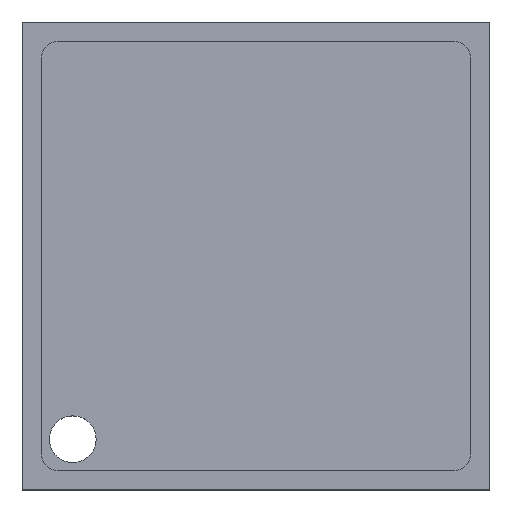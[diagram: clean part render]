
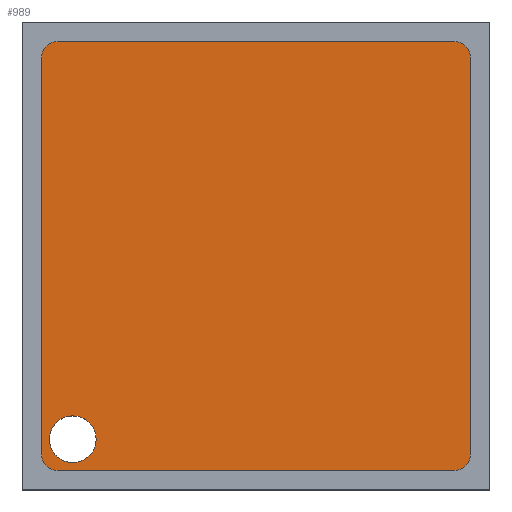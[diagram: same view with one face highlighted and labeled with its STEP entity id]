
A CAD part, top view. The second image highlights one B-rep face of the part: STEP entity #989.
In plain terms, the highlighted planar face has unit normal (0, 0, 1).
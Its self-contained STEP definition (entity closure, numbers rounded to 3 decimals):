
#572 = VERTEX_POINT('',#573);
#573 = CARTESIAN_POINT('',(6.5,27.5,5.));
#580 = EDGE_CURVE('',#581,#572,#583,.T.);
#581 = VERTEX_POINT('',#582);
#582 = CARTESIAN_POINT('',(7.5,27.5,5.));
#583 = LINE('',#584,#585);
#584 = CARTESIAN_POINT('',(17.5,27.5,5.));
#585 = VECTOR('',#586,1.);
#586 = DIRECTION('',(-1.,0.,0.));
#588 = EDGE_CURVE('',#589,#581,#591,.T.);
#589 = VERTEX_POINT('',#590);
#590 = CARTESIAN_POINT('',(17.5,27.5,5.));
#591 = LINE('',#592,#593);
#592 = CARTESIAN_POINT('',(17.5,27.5,5.));
#593 = VECTOR('',#594,1.);
#594 = DIRECTION('',(-1.,0.,0.));
#596 = EDGE_CURVE('',#597,#589,#599,.T.);
#597 = VERTEX_POINT('',#598);
#598 = CARTESIAN_POINT('',(18.5,27.5,5.));
#599 = LINE('',#600,#601);
#600 = CARTESIAN_POINT('',(17.5,27.5,5.));
#601 = VECTOR('',#602,1.);
#602 = DIRECTION('',(-1.,0.,0.));
#651 = VERTEX_POINT('',#652);
#652 = CARTESIAN_POINT('',(-20.5,-23.5,5.));
#658 = EDGE_CURVE('',#651,#651,#659,.T.);
#659 = CIRCLE('',#660,3.);
#660 = AXIS2_PLACEMENT_3D('',#661,#662,#663);
#661 = CARTESIAN_POINT('',(-23.5,-23.5,5.));
#662 = DIRECTION('',(0.,0.,1.));
#663 = DIRECTION('',(1.,0.,0.));
#677 = VERTEX_POINT('',#678);
#678 = CARTESIAN_POINT('',(25.5,-27.5,5.));
#684 = EDGE_CURVE('',#677,#685,#687,.T.);
#685 = VERTEX_POINT('',#686);
#686 = CARTESIAN_POINT('',(-25.5,-27.5,5.));
#687 = LINE('',#688,#689);
#688 = CARTESIAN_POINT('',(27.5,-27.5,5.));
#689 = VECTOR('',#690,1.);
#690 = DIRECTION('',(-1.,0.,0.));
#708 = VERTEX_POINT('',#709);
#709 = CARTESIAN_POINT('',(-27.5,-25.5,5.));
#715 = EDGE_CURVE('',#685,#708,#716,.T.);
#716 = CIRCLE('',#717,2.);
#717 = AXIS2_PLACEMENT_3D('',#718,#719,#720);
#718 = CARTESIAN_POINT('',(-25.5,-25.5,5.));
#719 = DIRECTION('',(0.,0.,-1.));
#720 = DIRECTION('',(0.,1.,0.));
#733 = EDGE_CURVE('',#734,#677,#736,.T.);
#734 = VERTEX_POINT('',#735);
#735 = CARTESIAN_POINT('',(27.5,-25.5,5.));
#736 = CIRCLE('',#737,2.);
#737 = AXIS2_PLACEMENT_3D('',#738,#739,#740);
#738 = CARTESIAN_POINT('',(25.5,-25.5,5.));
#739 = DIRECTION('',(0.,0.,-1.));
#740 = DIRECTION('',(0.,1.,0.));
#758 = EDGE_CURVE('',#708,#759,#761,.T.);
#759 = VERTEX_POINT('',#760);
#760 = CARTESIAN_POINT('',(-27.5,25.5,5.));
#761 = LINE('',#762,#763);
#762 = CARTESIAN_POINT('',(-27.5,-27.5,5.));
#763 = VECTOR('',#764,1.);
#764 = DIRECTION('',(0.,1.,0.));
#782 = VERTEX_POINT('',#783);
#783 = CARTESIAN_POINT('',(27.5,25.5,5.));
#789 = EDGE_CURVE('',#782,#734,#790,.T.);
#790 = LINE('',#791,#792);
#791 = CARTESIAN_POINT('',(27.5,27.5,5.));
#792 = VECTOR('',#793,1.);
#793 = DIRECTION('',(0.,-1.,0.));
#806 = EDGE_CURVE('',#807,#759,#809,.T.);
#807 = VERTEX_POINT('',#808);
#808 = CARTESIAN_POINT('',(-25.5,27.5,5.));
#809 = CIRCLE('',#810,2.);
#810 = AXIS2_PLACEMENT_3D('',#811,#812,#813);
#811 = CARTESIAN_POINT('',(-25.5,25.5,5.));
#812 = DIRECTION('',(0.,-0.,1.));
#813 = DIRECTION('',(0.,1.,0.));
#831 = VERTEX_POINT('',#832);
#832 = CARTESIAN_POINT('',(25.5,27.5,5.));
#838 = EDGE_CURVE('',#782,#831,#839,.T.);
#839 = CIRCLE('',#840,2.);
#840 = AXIS2_PLACEMENT_3D('',#841,#842,#843);
#841 = CARTESIAN_POINT('',(25.5,25.5,5.));
#842 = DIRECTION('',(0.,-0.,1.));
#843 = DIRECTION('',(0.,1.,0.));
#902 = EDGE_CURVE('',#597,#831,#903,.T.);
#903 = LINE('',#904,#905);
#904 = CARTESIAN_POINT('',(-27.5,27.5,5.));
#905 = VECTOR('',#906,1.);
#906 = DIRECTION('',(1.,0.,0.));
#911 = EDGE_CURVE('',#807,#572,#912,.T.);
#912 = LINE('',#913,#914);
#913 = CARTESIAN_POINT('',(-27.5,27.5,5.));
#914 = VECTOR('',#915,1.);
#915 = DIRECTION('',(1.,0.,0.));
#989 = ADVANCED_FACE('',(#990,#1004),#1007,.T.);
#990 = FACE_BOUND('',#991,.T.);
#991 = EDGE_LOOP('',(#992,#993,#994,#995,#996,#997,#998,#999,#1000,#1001
    ,#1002,#1003));
#992 = ORIENTED_EDGE('',*,*,#911,.F.);
#993 = ORIENTED_EDGE('',*,*,#806,.T.);
#994 = ORIENTED_EDGE('',*,*,#758,.F.);
#995 = ORIENTED_EDGE('',*,*,#715,.F.);
#996 = ORIENTED_EDGE('',*,*,#684,.F.);
#997 = ORIENTED_EDGE('',*,*,#733,.F.);
#998 = ORIENTED_EDGE('',*,*,#789,.F.);
#999 = ORIENTED_EDGE('',*,*,#838,.T.);
#1000 = ORIENTED_EDGE('',*,*,#902,.F.);
#1001 = ORIENTED_EDGE('',*,*,#596,.T.);
#1002 = ORIENTED_EDGE('',*,*,#588,.T.);
#1003 = ORIENTED_EDGE('',*,*,#580,.T.);
#1004 = FACE_BOUND('',#1005,.T.);
#1005 = EDGE_LOOP('',(#1006));
#1006 = ORIENTED_EDGE('',*,*,#658,.F.);
#1007 = PLANE('',#1008);
#1008 = AXIS2_PLACEMENT_3D('',#1009,#1010,#1011);
#1009 = CARTESIAN_POINT('',(0.,0.,5.));
#1010 = DIRECTION('',(0.,0.,1.));
#1011 = DIRECTION('',(1.,0.,0.));
